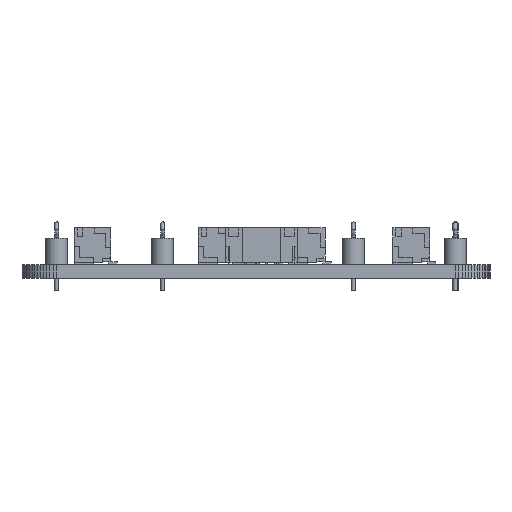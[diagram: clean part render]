
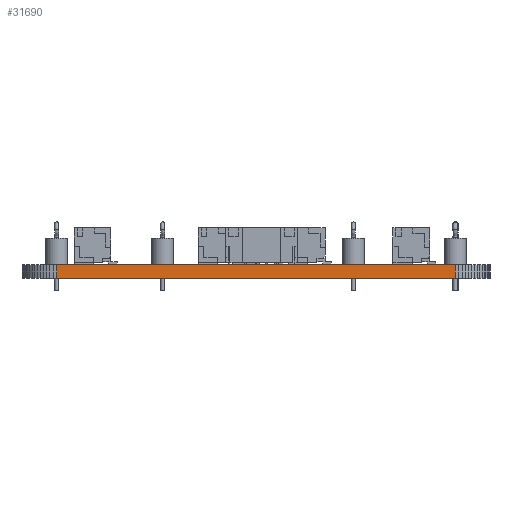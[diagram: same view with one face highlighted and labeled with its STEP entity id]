
A CAD part, left-side view. The second image highlights one B-rep face of the part: STEP entity #31690.
In plain terms, the highlighted planar face has unit normal (-1, 0, 0).
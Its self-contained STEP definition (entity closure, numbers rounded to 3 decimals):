
#25292 = PLANE('',#25293);
#25293 = AXIS2_PLACEMENT_3D('',#25294,#25295,#25296);
#25294 = CARTESIAN_POINT('',(0.,0.,1.6)
  );
#25295 = DIRECTION('',(-0.,-0.,-1.));
#25296 = DIRECTION('',(-1.,0.,0.));
#25346 = PLANE('',#25347);
#25347 = AXIS2_PLACEMENT_3D('',#25348,#25349,#25350);
#25348 = CARTESIAN_POINT('',(0.,0.,0.));
#25349 = DIRECTION('',(-0.,-0.,-1.));
#25350 = DIRECTION('',(-1.,0.,0.));
#26799 = VERTEX_POINT('',#26800);
#26800 = CARTESIAN_POINT('',(-52.,-23.,0.));
#26814 = PLANE('',#26815);
#26815 = AXIS2_PLACEMENT_3D('',#26816,#26817,#26818);
#26816 = CARTESIAN_POINT('',(-51.981,-23.392,0.));
#26817 = DIRECTION('',(-0.999,-0.049,0.));
#26818 = DIRECTION('',(-0.049,0.999,0.));
#26826 = EDGE_CURVE('',#26799,#26827,#26829,.T.);
#26827 = VERTEX_POINT('',#26828);
#26828 = CARTESIAN_POINT('',(-52.,23.,0.));
#26829 = SURFACE_CURVE('',#26830,(#26834,#26841),.PCURVE_S1.);
#26830 = LINE('',#26831,#26832);
#26831 = CARTESIAN_POINT('',(-52.,-23.,0.));
#26832 = VECTOR('',#26833,1.);
#26833 = DIRECTION('',(0.,1.,0.));
#26834 = PCURVE('',#25346,#26835);
#26835 = DEFINITIONAL_REPRESENTATION('',(#26836),#26840);
#26836 = LINE('',#26837,#26838);
#26837 = CARTESIAN_POINT('',(52.,-23.));
#26838 = VECTOR('',#26839,1.);
#26839 = DIRECTION('',(0.,1.));
#26840 = ( GEOMETRIC_REPRESENTATION_CONTEXT(2) 
PARAMETRIC_REPRESENTATION_CONTEXT() REPRESENTATION_CONTEXT('2D SPACE',''
  ) );
#26841 = PCURVE('',#26842,#26847);
#26842 = PLANE('',#26843);
#26843 = AXIS2_PLACEMENT_3D('',#26844,#26845,#26846);
#26844 = CARTESIAN_POINT('',(-52.,-23.,0.));
#26845 = DIRECTION('',(-1.,0.,0.));
#26846 = DIRECTION('',(0.,1.,0.));
#26847 = DEFINITIONAL_REPRESENTATION('',(#26848),#26852);
#26848 = LINE('',#26849,#26850);
#26849 = CARTESIAN_POINT('',(0.,0.));
#26850 = VECTOR('',#26851,1.);
#26851 = DIRECTION('',(1.,0.));
#26852 = ( GEOMETRIC_REPRESENTATION_CONTEXT(2) 
PARAMETRIC_REPRESENTATION_CONTEXT() REPRESENTATION_CONTEXT('2D SPACE',''
  ) );
#26870 = PLANE('',#26871);
#26871 = AXIS2_PLACEMENT_3D('',#26872,#26873,#26874);
#26872 = CARTESIAN_POINT('',(-52.,23.,0.));
#26873 = DIRECTION('',(-0.999,0.049,0.));
#26874 = DIRECTION('',(0.049,0.999,0.));
#29438 = VERTEX_POINT('',#29439);
#29439 = CARTESIAN_POINT('',(-52.,-23.,1.6));
#29460 = EDGE_CURVE('',#29438,#29461,#29463,.T.);
#29461 = VERTEX_POINT('',#29462);
#29462 = CARTESIAN_POINT('',(-52.,23.,1.6));
#29463 = SURFACE_CURVE('',#29464,(#29468,#29475),.PCURVE_S1.);
#29464 = LINE('',#29465,#29466);
#29465 = CARTESIAN_POINT('',(-52.,-23.,1.6));
#29466 = VECTOR('',#29467,1.);
#29467 = DIRECTION('',(0.,1.,0.));
#29468 = PCURVE('',#25292,#29469);
#29469 = DEFINITIONAL_REPRESENTATION('',(#29470),#29474);
#29470 = LINE('',#29471,#29472);
#29471 = CARTESIAN_POINT('',(52.,-23.));
#29472 = VECTOR('',#29473,1.);
#29473 = DIRECTION('',(0.,1.));
#29474 = ( GEOMETRIC_REPRESENTATION_CONTEXT(2) 
PARAMETRIC_REPRESENTATION_CONTEXT() REPRESENTATION_CONTEXT('2D SPACE',''
  ) );
#29475 = PCURVE('',#26842,#29476);
#29476 = DEFINITIONAL_REPRESENTATION('',(#29477),#29481);
#29477 = LINE('',#29478,#29479);
#29478 = CARTESIAN_POINT('',(0.,-1.6));
#29479 = VECTOR('',#29480,1.);
#29480 = DIRECTION('',(1.,0.));
#29481 = ( GEOMETRIC_REPRESENTATION_CONTEXT(2) 
PARAMETRIC_REPRESENTATION_CONTEXT() REPRESENTATION_CONTEXT('2D SPACE',''
  ) );
#31640 = EDGE_CURVE('',#26827,#29461,#31641,.T.);
#31641 = SURFACE_CURVE('',#31642,(#31646,#31653),.PCURVE_S1.);
#31642 = LINE('',#31643,#31644);
#31643 = CARTESIAN_POINT('',(-52.,23.,0.));
#31644 = VECTOR('',#31645,1.);
#31645 = DIRECTION('',(0.,0.,1.));
#31646 = PCURVE('',#26870,#31647);
#31647 = DEFINITIONAL_REPRESENTATION('',(#31648),#31652);
#31648 = LINE('',#31649,#31650);
#31649 = CARTESIAN_POINT('',(0.,0.));
#31650 = VECTOR('',#31651,1.);
#31651 = DIRECTION('',(0.,-1.));
#31652 = ( GEOMETRIC_REPRESENTATION_CONTEXT(2) 
PARAMETRIC_REPRESENTATION_CONTEXT() REPRESENTATION_CONTEXT('2D SPACE',''
  ) );
#31653 = PCURVE('',#26842,#31654);
#31654 = DEFINITIONAL_REPRESENTATION('',(#31655),#31659);
#31655 = LINE('',#31656,#31657);
#31656 = CARTESIAN_POINT('',(46.,0.));
#31657 = VECTOR('',#31658,1.);
#31658 = DIRECTION('',(0.,-1.));
#31659 = ( GEOMETRIC_REPRESENTATION_CONTEXT(2) 
PARAMETRIC_REPRESENTATION_CONTEXT() REPRESENTATION_CONTEXT('2D SPACE',''
  ) );
#31690 = ADVANCED_FACE('',(#31691),#26842,.T.);
#31691 = FACE_BOUND('',#31692,.T.);
#31692 = EDGE_LOOP('',(#31693,#31714,#31715,#31716));
#31693 = ORIENTED_EDGE('',*,*,#31694,.T.);
#31694 = EDGE_CURVE('',#26799,#29438,#31695,.T.);
#31695 = SURFACE_CURVE('',#31696,(#31700,#31707),.PCURVE_S1.);
#31696 = LINE('',#31697,#31698);
#31697 = CARTESIAN_POINT('',(-52.,-23.,0.));
#31698 = VECTOR('',#31699,1.);
#31699 = DIRECTION('',(0.,0.,1.));
#31700 = PCURVE('',#26842,#31701);
#31701 = DEFINITIONAL_REPRESENTATION('',(#31702),#31706);
#31702 = LINE('',#31703,#31704);
#31703 = CARTESIAN_POINT('',(0.,0.));
#31704 = VECTOR('',#31705,1.);
#31705 = DIRECTION('',(0.,-1.));
#31706 = ( GEOMETRIC_REPRESENTATION_CONTEXT(2) 
PARAMETRIC_REPRESENTATION_CONTEXT() REPRESENTATION_CONTEXT('2D SPACE',''
  ) );
#31707 = PCURVE('',#26814,#31708);
#31708 = DEFINITIONAL_REPRESENTATION('',(#31709),#31713);
#31709 = LINE('',#31710,#31711);
#31710 = CARTESIAN_POINT('',(0.393,0.));
#31711 = VECTOR('',#31712,1.);
#31712 = DIRECTION('',(0.,-1.));
#31713 = ( GEOMETRIC_REPRESENTATION_CONTEXT(2) 
PARAMETRIC_REPRESENTATION_CONTEXT() REPRESENTATION_CONTEXT('2D SPACE',''
  ) );
#31714 = ORIENTED_EDGE('',*,*,#29460,.T.);
#31715 = ORIENTED_EDGE('',*,*,#31640,.F.);
#31716 = ORIENTED_EDGE('',*,*,#26826,.F.);
